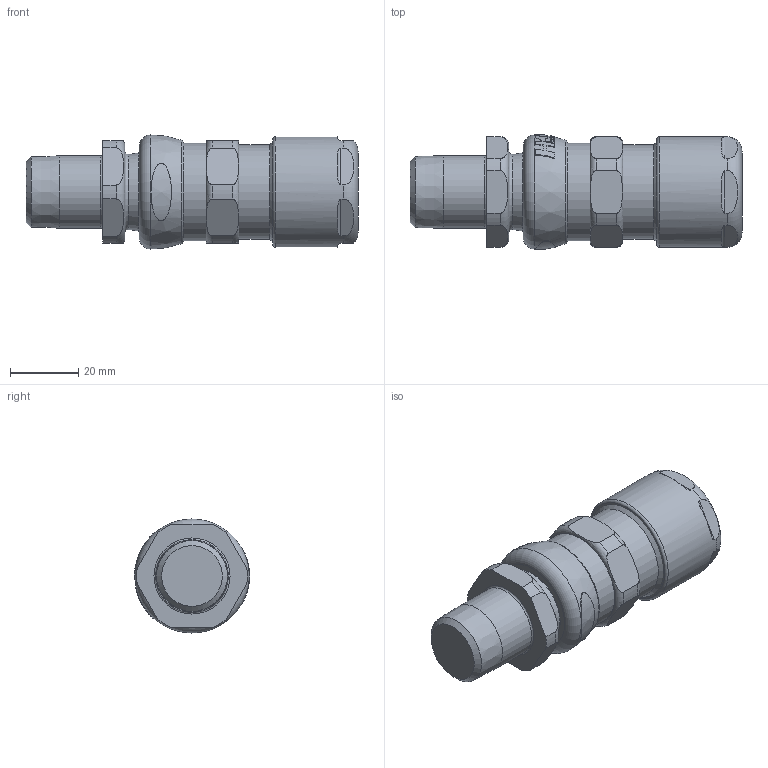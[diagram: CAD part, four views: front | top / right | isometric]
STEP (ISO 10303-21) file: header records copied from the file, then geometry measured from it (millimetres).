
FILE_DESCRIPTION(/* description */ (''),/* implementation_level */ '2;1');
FILE_NAME(/* name */ '711_X A_1_2_NPT.stp',/* time_stamp */ '2021-02-15T18:15:20+06:00',/* author */ ('vinaykumark'),/* organization */ (''),/* preprocessor_version */ 'ST-DEVELOPER v18',/* originating_system */ 'Autodesk Inventor 2020',/* authorisation */ '');
FILE_SCHEMA (('AUTOMOTIVE_DESIGN { 1 0 10303 214 3 1 1 }'));
Length unit declared in the file: inch
Products named in the file (1): 711_X A_1_2_NPT
Bounding box: 97.45 x 33.8 x 33.5 mm (x, y, z)
Volume: 92867.5 mm3; surface area: 30790 mm2
Topology: 11 solids, 11 shells, 873 faces, 2450 edges, 1620 vertices
Faces by surface type: plane 358, torus 174, bspline 152, cylinder 109, cone 80
Full cylindrical faces by diameter (mm): 14.1 x1, 14.3 x1, 16.9 x2, 19.2 x1, 19.37 x2, 20.7 x1, 21 x1, 21.2 x1, 21.34 x1, 22.26 x1, 23 x2, 23.26 x1, 23.5 x1, 24.5 x1, 25.32 x1, 27.7 x1, 28.5 x1, 28.55 x1, 30 x1, 32.5 x1
Entity records: 34004 total; most frequent: CARTESIAN_POINT 12230, ORIENTED_EDGE 4900, DIRECTION 3725, EDGE_CURVE 2450, VERTEX_POINT 1620, AXIS2_PLACEMENT_3D 1491, EDGE_LOOP 916, STYLED_ITEM 884
